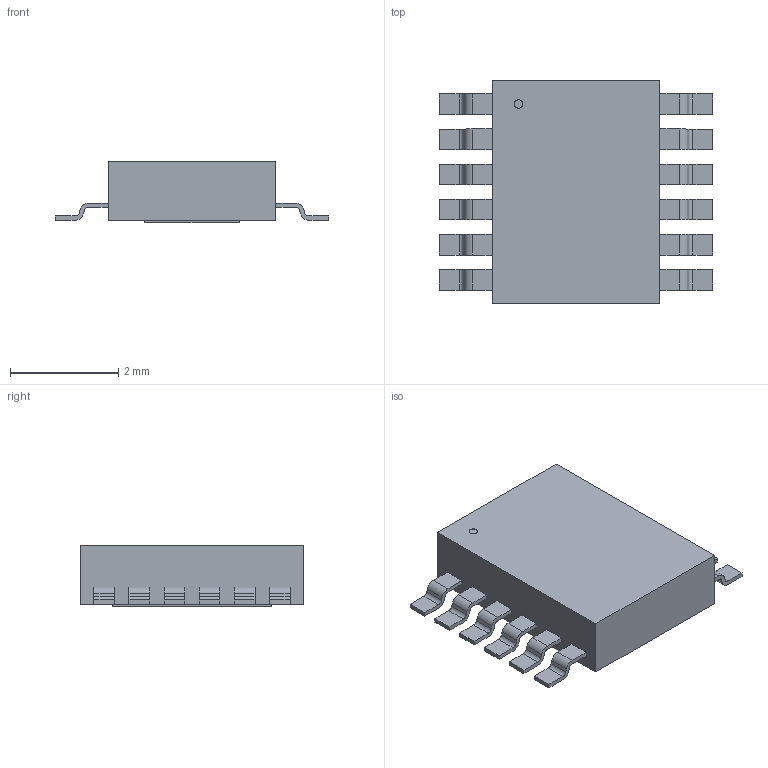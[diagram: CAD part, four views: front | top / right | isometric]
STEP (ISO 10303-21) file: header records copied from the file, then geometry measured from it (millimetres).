
FILE_DESCRIPTION(('STEP AP214'),'1');
FILE_NAME('MSOP-12_MSE_LIT','2021-09-27T06:53:09',(''),(''),'','','');
FILE_SCHEMA(('AUTOMOTIVE_DESIGN'));
Length unit declared in the file: millimetre
Products named in the file (1): product
Bounding box: 5.05 x 4.14 x 1.15 mm (x, y, z)
Volume: 14.7 mm3; surface area: 65.3 mm2
Topology: 15 solids, 15 shells, 183 faces, 459 edges, 306 vertices
Faces by surface type: plane 134, cylinder 49
Full cylindrical faces by diameter (mm): 0.155 x1
Entity records: 5248 total; most frequent: DIRECTION 926, ORIENTED_EDGE 916, CARTESIAN_POINT 541, EDGE_CURVE 458, LINE 360, VECTOR 360, VERTEX_POINT 306, AXIS2_PLACEMENT_3D 283
